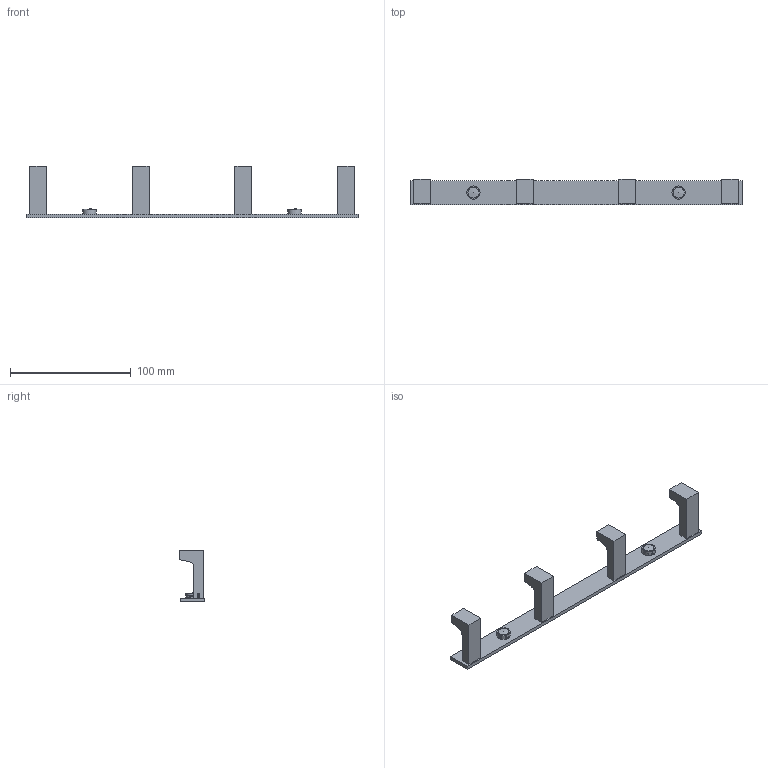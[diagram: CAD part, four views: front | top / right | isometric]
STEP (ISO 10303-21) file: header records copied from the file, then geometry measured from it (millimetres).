
FILE_DESCRIPTION(/* description */ (''),/* implementation_level */ '2;1');
FILE_NAME(/* name */ '4fd2a698-1dc2-483b-9b1f-b02bb73be9d8.stp',/* time_stamp */ '2020-01-09T07:25:36+00:00',/* author */ (''),/* organization */ (''),/* preprocessor_version */ 'ST-DEVELOPER v18',/* originating_system */ 'Autodesk Translation Framework v8.12.0.6',/* authorisation */ '');
FILE_SCHEMA (('AUTOMOTIVE_DESIGN { 1 0 10303 214 3 1 1 }'));
Products named in the file (1): !UN10140K
Bounding box: 275 x 21 x 43 mm (x, y, z)
Volume: 40671.9 mm3; surface area: 26909.4 mm2
Topology: 17 solids, 17 shells, 422 faces, 1168 edges, 784 vertices
Faces by surface type: plane 174, cylinder 136, bspline 56, cone 46, torus 8, sphere 2
Full cylindrical faces by diameter (mm): 3.3 x8, 4 x80, 4.2 x12, 9 x2, 9.8 x4, 11 x2
Entity records: 41077 total; most frequent: CARTESIAN_POINT 30927, ORIENTED_EDGE 2316, DIRECTION 1726, EDGE_CURVE 1158, VERTEX_POINT 784, LINE 592, VECTOR 592, AXIS2_PLACEMENT_3D 567
